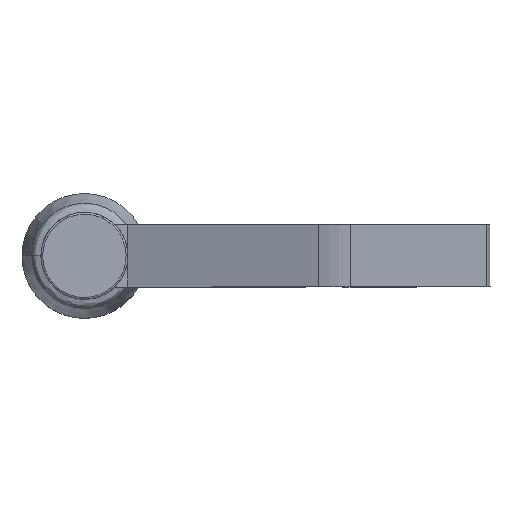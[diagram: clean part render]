
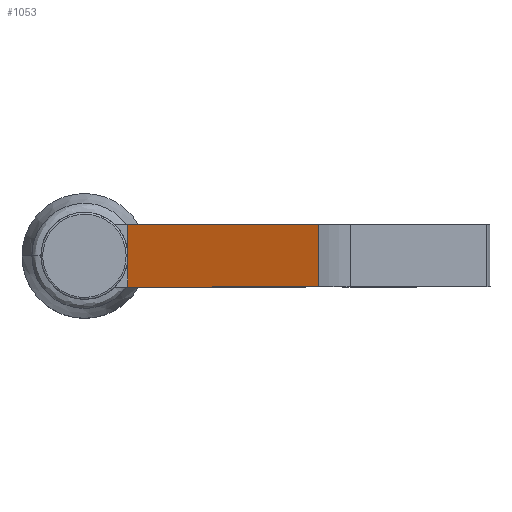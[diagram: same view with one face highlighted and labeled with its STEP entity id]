
A CAD part, top view. The second image highlights one B-rep face of the part: STEP entity #1053.
In plain terms, the highlighted planar face has unit normal (-0.342, 0, 0.94).
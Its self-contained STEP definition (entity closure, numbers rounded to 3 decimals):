
#25 = CARTESIAN_POINT ( 'NONE',  ( 37.458, 5., 41.095 ) ) ;
#40 = DIRECTION ( 'NONE',  ( -0.94, 0., -0.342 ) ) ;
#52 = DIRECTION ( 'NONE',  ( 0.94, 0., 0.342 ) ) ;
#55 = CARTESIAN_POINT ( 'NONE',  ( 6.973, 5.5, 30. ) ) ;
#78 = CARTESIAN_POINT ( 'NONE',  ( 37.458, 5.5, 41.095 ) ) ;
#101 = EDGE_CURVE ( 'NONE', #240, #1073, #1039, .T. ) ;
#113 = EDGE_CURVE ( 'NONE', #240, #303, #461, .T. ) ;
#115 = CARTESIAN_POINT ( 'NONE',  ( 37.458, 5., 41.095 ) ) ;
#175 = ORIENTED_EDGE ( 'NONE', *, *, #1057, .T. ) ;
#181 = EDGE_CURVE ( 'NONE', #490, #1073, #440, .T. ) ;
#203 = CARTESIAN_POINT ( 'NONE',  ( 37.458, -5., 41.095 ) ) ;
#240 = VERTEX_POINT ( 'NONE', #584 ) ;
#247 = VECTOR ( 'NONE', #471, 1000. ) ;
#260 = EDGE_LOOP ( 'NONE', ( #175, #453, #406, #383, #281 ) ) ;
#268 = VECTOR ( 'NONE', #990, 1000. ) ;
#281 = ORIENTED_EDGE ( 'NONE', *, *, #348, .T. ) ;
#290 = CARTESIAN_POINT ( 'NONE',  ( 37.458, -5., 41.095 ) ) ;
#303 = VERTEX_POINT ( 'NONE', #1064 ) ;
#310 = LINE ( 'NONE', #78, #268 ) ;
#348 = EDGE_CURVE ( 'NONE', #490, #1055, #310, .T. ) ;
#373 = CARTESIAN_POINT ( 'NONE',  ( 38.982, 5.5, 41.65 ) ) ;
#375 = AXIS2_PLACEMENT_3D ( 'NONE', #373, #538, #52 ) ;
#383 = ORIENTED_EDGE ( 'NONE', *, *, #181, .F. ) ;
#406 = ORIENTED_EDGE ( 'NONE', *, *, #101, .T. ) ;
#428 = VECTOR ( 'NONE', #40, 1000. ) ;
#440 = LINE ( 'NONE', #203, #428 ) ;
#453 = ORIENTED_EDGE ( 'NONE', *, *, #113, .F. ) ;
#461 = LINE ( 'NONE', #1045, #247 ) ;
#464 = DIRECTION ( 'NONE',  ( -0.94, 0., -0.342 ) ) ;
#471 = DIRECTION ( 'NONE',  ( 0., 1., 0. ) ) ;
#475 = DIRECTION ( 'NONE',  ( 0., -1., 0. ) ) ;
#490 = VERTEX_POINT ( 'NONE', #290 ) ;
#538 = DIRECTION ( 'NONE',  ( -0.342, 0., 0.94 ) ) ;
#553 = CARTESIAN_POINT ( 'NONE',  ( 6.973, -5., 30. ) ) ;
#584 = CARTESIAN_POINT ( 'NONE',  ( 6.973, 0., 30. ) ) ;
#630 = VECTOR ( 'NONE', #464, 1000. ) ;
#673 = VECTOR ( 'NONE', #475, 1000. ) ;
#789 = PLANE ( 'NONE',  #375 ) ;
#959 = FACE_OUTER_BOUND ( 'NONE', #260, .T. ) ;
#990 = DIRECTION ( 'NONE',  ( 0., 1., 0. ) ) ;
#1032 = LINE ( 'NONE', #115, #630 ) ;
#1039 = LINE ( 'NONE', #55, #673 ) ;
#1045 = CARTESIAN_POINT ( 'NONE',  ( 6.973, 5.25, 30. ) ) ;
#1053 = ADVANCED_FACE ( 'NONE', ( #959 ), #789, .T. ) ;
#1055 = VERTEX_POINT ( 'NONE', #25 ) ;
#1057 = EDGE_CURVE ( 'NONE', #1055, #303, #1032, .T. ) ;
#1064 = CARTESIAN_POINT ( 'NONE',  ( 6.973, 5., 30. ) ) ;
#1073 = VERTEX_POINT ( 'NONE', #553 ) ;
